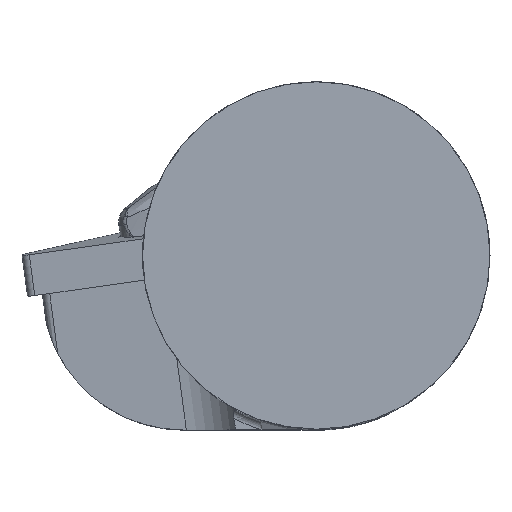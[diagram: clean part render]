
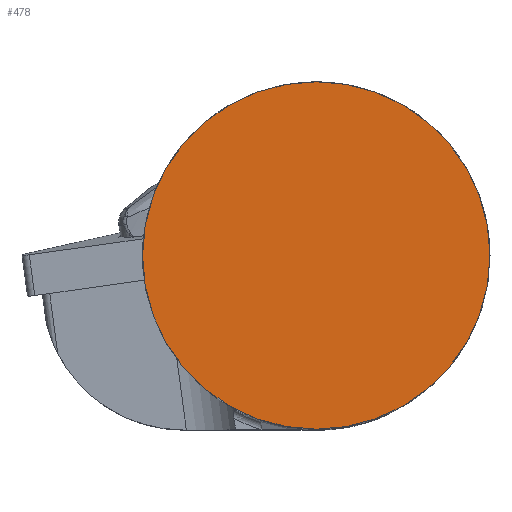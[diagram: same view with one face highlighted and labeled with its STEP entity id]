
A CAD part, top view. The second image highlights one B-rep face of the part: STEP entity #478.
In plain terms, the highlighted planar face has unit normal (0, 0, 1).
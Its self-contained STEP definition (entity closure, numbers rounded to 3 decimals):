
#166=PLANE('',#1827);
#196=CIRCLE('',#1769,20.);
#478=ADVANCED_FACE('',(#585),#166,.T.);
#585=FACE_OUTER_BOUND('',#674,.T.);
#674=EDGE_LOOP('',(#1016));
#1016=ORIENTED_EDGE('',*,*,#1485,.T.);
#1327=VERTEX_POINT('',#2657);
#1485=EDGE_CURVE('',#1327,#1327,#196,.T.);
#1769=AXIS2_PLACEMENT_3D('',#2656,#1962,#1963);
#1827=AXIS2_PLACEMENT_3D('',#2844,#2105,#2106);
#1962=DIRECTION('',(0.,0.,1.));
#1963=DIRECTION('',(1.,0.,0.));
#2105=DIRECTION('',(0.,0.,1.));
#2106=DIRECTION('',(1.,0.,0.));
#2656=CARTESIAN_POINT('',(0.,0.,0.));
#2657=CARTESIAN_POINT('',(20.,0.,0.));
#2844=CARTESIAN_POINT('',(0.,0.,0.));
